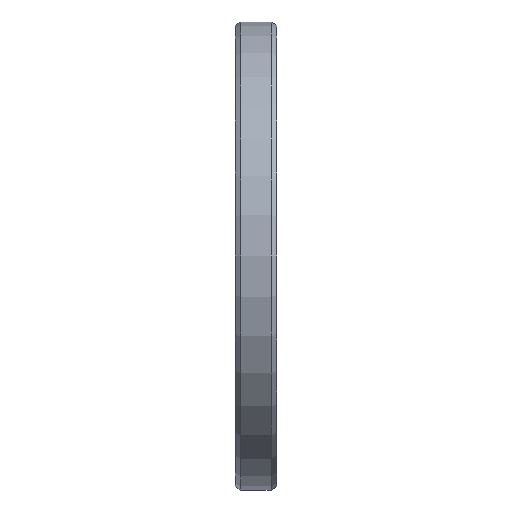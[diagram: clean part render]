
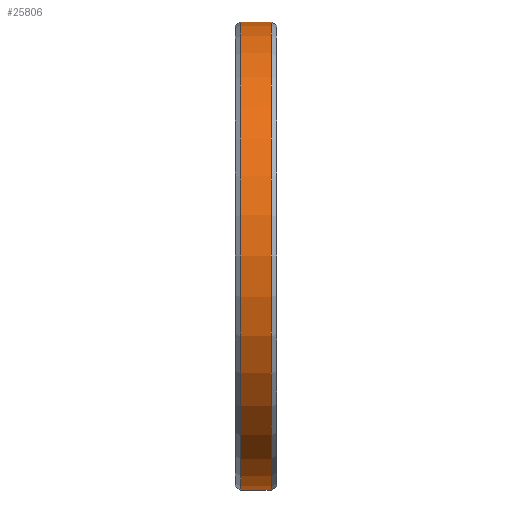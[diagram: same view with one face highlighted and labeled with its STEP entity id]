
A CAD part, left-side view. The second image highlights one B-rep face of the part: STEP entity #25806.
In plain terms, the highlighted cylindrical face has radius 85 mm (diameter 170 mm), a partial arc.
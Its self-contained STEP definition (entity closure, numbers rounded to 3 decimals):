
#24831=CARTESIAN_POINT('',(0.,-5.5,0.));
#24832=DIRECTION('',(0.,1.,0.));
#24833=DIRECTION('',(0.,0.,-1.));
#24834=AXIS2_PLACEMENT_3D('',#24831,#24832,#24833);
#24839=DIRECTION('',(0.,1.,0.));
#24840=VECTOR('',#24839,11.);
#24841=CARTESIAN_POINT('',(0.,-5.5,-85.));
#24842=LINE('',#24841,#24840);
#24854=DIRECTION('',(0.,1.,0.));
#24855=VECTOR('',#24854,11.);
#24856=CARTESIAN_POINT('',(0.,-5.5,85.));
#24857=LINE('',#24856,#24855);
#24883=CARTESIAN_POINT('',(0.,5.5,0.));
#24884=DIRECTION('',(0.,1.,0.));
#24885=DIRECTION('',(0.,0.,-1.));
#24886=AXIS2_PLACEMENT_3D('',#24883,#24884,#24885);
#25667=CARTESIAN_POINT('',(0.,-5.5,-85.));
#25669=VERTEX_POINT('',#25667);
#25670=CARTESIAN_POINT('',(0.,5.5,-85.));
#25671=VERTEX_POINT('',#25670);
#25679=CARTESIAN_POINT('',(0.,-5.5,85.));
#25681=VERTEX_POINT('',#25679);
#25682=CARTESIAN_POINT('',(0.,5.5,85.));
#25683=VERTEX_POINT('',#25682);
#25792=CARTESIAN_POINT('',(0.,-8.25,0.));
#25793=DIRECTION('',(0.,1.,0.));
#25794=DIRECTION('',(0.,0.,-1.));
#25795=AXIS2_PLACEMENT_3D('',#25792,#25793,#25794);
#25796=CYLINDRICAL_SURFACE('',#25795,85.);
#25798=ORIENTED_EDGE('',*,*,#25797,.T.);
#25800=ORIENTED_EDGE('',*,*,#25799,.T.);
#25802=ORIENTED_EDGE('',*,*,#25801,.F.);
#25803=ORIENTED_EDGE('',*,*,#25777,.F.);
#25804=EDGE_LOOP('',(#25798,#25800,#25802,#25803));
#25805=FACE_OUTER_BOUND('',#25804,.F.);
#24835=CIRCLE('',#24834,85.);
#24887=CIRCLE('',#24886,85.);
#25777=EDGE_CURVE('',#25669,#25681,#24835,.T.);
#25797=EDGE_CURVE('',#25669,#25671,#24842,.T.);
#25799=EDGE_CURVE('',#25671,#25683,#24887,.T.);
#25801=EDGE_CURVE('',#25681,#25683,#24857,.T.);
#25806=ADVANCED_FACE('',(#25805),#25796,.T.);
